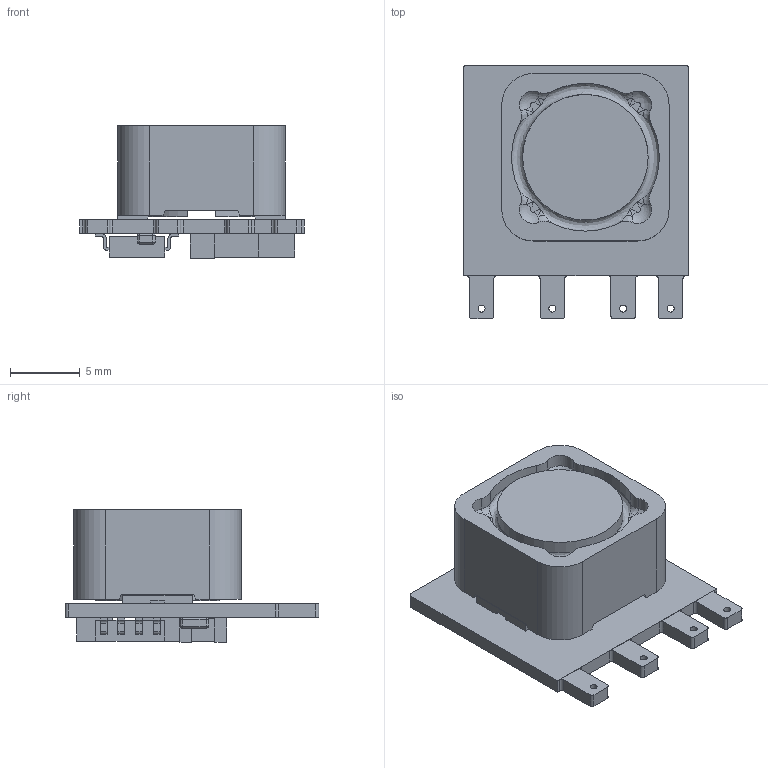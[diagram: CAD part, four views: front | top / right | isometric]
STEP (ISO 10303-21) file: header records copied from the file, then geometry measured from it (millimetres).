
FILE_DESCRIPTION (( 'STEP AP214' ), '1' );
FILE_NAME ('LS01-K3B05SS.STEP', '2021-04-20T19:11:28', ( '' ), ( '' ), 'SwSTEP 2.0', 'SolidWorks 2017', '' );
FILE_SCHEMA (( 'AUTOMOTIVE_DESIGN' ));
Length unit declared in the file: millimetre
Products named in the file (1): LS01-K3B05SS
Bounding box: 16.13 x 18.17 x 9.5 mm (x, y, z)
Volume: 1095 mm3; surface area: 1838.9 mm2
Topology: 21 solids, 21 shells, 399 faces, 993 edges, 638 vertices
Faces by surface type: plane 239, cylinder 80, bspline 77, torus 3
Full cylindrical faces by diameter (mm): 0.5 x4, 9 x1, 9.1 x1
Entity records: 17660 total; most frequent: CARTESIAN_POINT 6335, ORIENTED_EDGE 1950, DIRECTION 1648, EDGE_CURVE 975, LINE 638, VECTOR 638, VERTEX_POINT 635, AXIS2_PLACEMENT_3D 505
